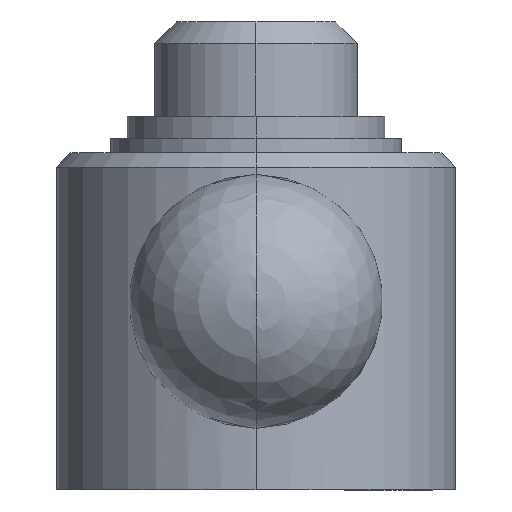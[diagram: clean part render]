
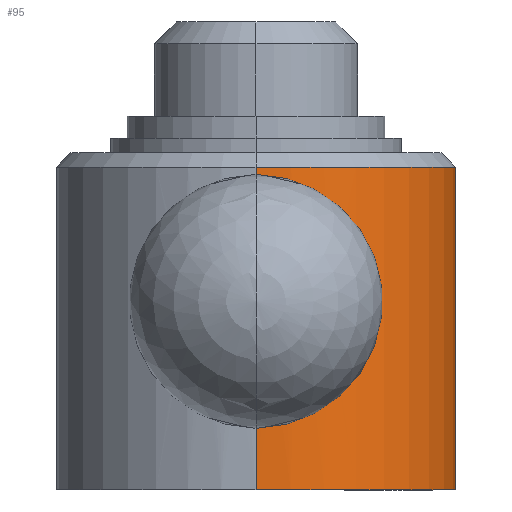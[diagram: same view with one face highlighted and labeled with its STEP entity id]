
A CAD part, left-side view. The second image highlights one B-rep face of the part: STEP entity #95.
In plain terms, the highlighted cylindrical face has radius 27.5 mm (diameter 55 mm), a partial arc.
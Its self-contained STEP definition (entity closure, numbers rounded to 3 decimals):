
#95=ADVANCED_FACE('',(#244),#245,.T.);
#244=FACE_OUTER_BOUND('',#458,.T.);
#245=CYLINDRICAL_SURFACE('',#459,27.5);
#458=EDGE_LOOP('',(#685,#686,#687,#688,#689,#690));
#459=AXIS2_PLACEMENT_3D('',#691,#692,#693);
#685=ORIENTED_EDGE('',*,*,#1228,.F.);
#686=ORIENTED_EDGE('',*,*,#1229,.T.);
#687=ORIENTED_EDGE('',*,*,#1230,.F.);
#688=ORIENTED_EDGE('',*,*,#1231,.T.);
#689=ORIENTED_EDGE('',*,*,#1232,.F.);
#690=ORIENTED_EDGE('',*,*,#1233,.F.);
#691=CARTESIAN_POINT('',(0.,0.,22.25));
#692=DIRECTION('',(-0.0,0.0,1.0));
#693=DIRECTION('',(1.0,0.,0.0));
#1228=EDGE_CURVE('',#1455,#1456,#1457,.T.);
#1229=EDGE_CURVE('',#1455,#1458,#1459,.T.);
#1230=EDGE_CURVE('',#1460,#1458,#1461,.T.);
#1231=EDGE_CURVE('',#1460,#1462,#1463,.T.);
#1232=EDGE_CURVE('',#1464,#1462,#1465,.T.);
#1233=EDGE_CURVE('',#1456,#1464,#1466,.T.);
#1455=VERTEX_POINT('',#1838);
#1456=VERTEX_POINT('',#1839);
#1457=LINE('',#1840,#1841);
#1458=VERTEX_POINT('',#1842);
#1459=CIRCLE('',#1843,27.5);
#1460=VERTEX_POINT('',#1844);
#1461=LINE('',#1845,#1846);
#1462=VERTEX_POINT('',#1847);
#1463=B_SPLINE_CURVE_WITH_KNOTS('',3,(#1848,#1849,#1850,#1851,#1852,#1853,#1854,#1855,#1856,#1857,#1858,#1859,#1860,#1861,#1862,#1863,#1864,#1865,#1866,#1867,#1868,#1869,#1870,#1871,#1872,#1873,#1874,#1875,#1876,#1877,#1878,#1879,#1880,#1881),.UNSPECIFIED.,.F.,.F.,(4,2,2,2,2,2,2,2,2,2,2,2,2,2,2,2,4),(15.185,17.079,18.973,20.867,22.761,24.663,26.565,28.467,30.369,32.271,34.173,36.075,37.977,39.871,41.766,43.66,45.554),.UNSPECIFIED.);
#1464=VERTEX_POINT('',#1882);
#1465=LINE('',#1883,#1884);
#1466=CIRCLE('',#1885,27.5);
#1838=CARTESIAN_POINT('',(27.5,0.,44.5));
#1839=CARTESIAN_POINT('',(27.5,0.,0.));
#1840=CARTESIAN_POINT('',(27.5,0.,22.25));
#1841=VECTOR('',#2315,1.0);
#1842=CARTESIAN_POINT('',(-27.5,0.,44.5));
#1843=AXIS2_PLACEMENT_3D('',#2316,#2317,#2318);
#1844=CARTESIAN_POINT('',(-27.5,0.,35.908));
#1845=CARTESIAN_POINT('',(-27.5,0.,22.25));
#1846=VECTOR('',#2319,1.0);
#1847=CARTESIAN_POINT('',(-27.5,0.,16.092));
#1848=CARTESIAN_POINT('',(-27.5,0.,35.908));
#1849=CARTESIAN_POINT('',(-27.5,-0.631,35.908));
#1850=CARTESIAN_POINT('',(-27.478,-1.283,35.848));
#1851=CARTESIAN_POINT('',(-27.387,-2.577,35.598));
#1852=CARTESIAN_POINT('',(-27.318,-3.219,35.407));
#1853=CARTESIAN_POINT('',(-27.145,-4.449,34.905));
#1854=CARTESIAN_POINT('',(-27.04,-5.038,34.594));
#1855=CARTESIAN_POINT('',(-26.814,-6.127,33.875));
#1856=CARTESIAN_POINT('',(-26.693,-6.627,33.467));
#1857=CARTESIAN_POINT('',(-26.457,-7.516,32.598));
#1858=CARTESIAN_POINT('',(-26.333,-7.935,32.105));
#1859=CARTESIAN_POINT('',(-26.098,-8.677,31.028));
#1860=CARTESIAN_POINT('',(-25.987,-9.,30.444));
#1861=CARTESIAN_POINT('',(-25.801,-9.52,29.22));
#1862=CARTESIAN_POINT('',(-25.726,-9.719,28.58));
#1863=CARTESIAN_POINT('',(-25.626,-9.98,27.287));
#1864=CARTESIAN_POINT('',(-25.601,-10.043,26.634));
#1865=CARTESIAN_POINT('',(-25.601,-10.043,25.366));
#1866=CARTESIAN_POINT('',(-25.626,-9.98,24.713));
#1867=CARTESIAN_POINT('',(-25.726,-9.719,23.42));
#1868=CARTESIAN_POINT('',(-25.801,-9.52,22.78));
#1869=CARTESIAN_POINT('',(-25.987,-9.,21.556));
#1870=CARTESIAN_POINT('',(-26.098,-8.677,20.972));
#1871=CARTESIAN_POINT('',(-26.333,-7.935,19.895));
#1872=CARTESIAN_POINT('',(-26.457,-7.516,19.402));
#1873=CARTESIAN_POINT('',(-26.693,-6.627,18.533));
#1874=CARTESIAN_POINT('',(-26.814,-6.127,18.125));
#1875=CARTESIAN_POINT('',(-27.04,-5.038,17.406));
#1876=CARTESIAN_POINT('',(-27.145,-4.449,17.095));
#1877=CARTESIAN_POINT('',(-27.318,-3.219,16.593));
#1878=CARTESIAN_POINT('',(-27.387,-2.577,16.402));
#1879=CARTESIAN_POINT('',(-27.478,-1.283,16.152));
#1880=CARTESIAN_POINT('',(-27.5,-0.631,16.092));
#1881=CARTESIAN_POINT('',(-27.5,0.,16.092));
#1882=CARTESIAN_POINT('',(-27.5,0.,0.));
#1883=CARTESIAN_POINT('',(-27.5,0.,22.25));
#1884=VECTOR('',#2320,1.0);
#1885=AXIS2_PLACEMENT_3D('',#2321,#2322,#2323);
#2315=DIRECTION('',(0.0,-0.0,-1.0));
#2316=CARTESIAN_POINT('',(0.,0.,44.5));
#2317=DIRECTION('',(0.0,0.0,-1.0));
#2318=DIRECTION('',(1.0,0.,0.0));
#2319=DIRECTION('',(0.0,0.0,1.0));
#2320=DIRECTION('',(0.0,0.0,1.0));
#2321=CARTESIAN_POINT('',(0.,0.,0.));
#2322=DIRECTION('',(0.0,0.0,-1.0));
#2323=DIRECTION('',(1.0,0.,0.0));
